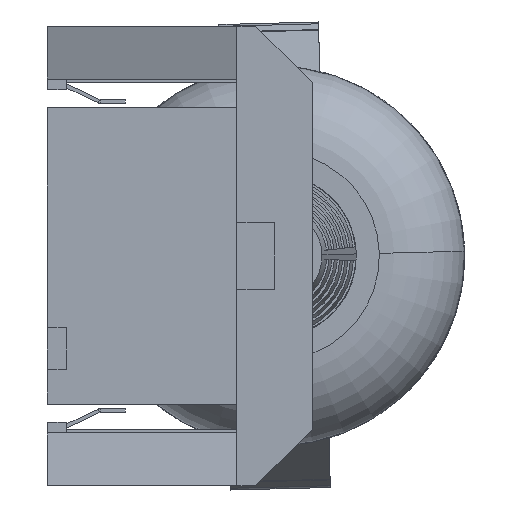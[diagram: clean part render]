
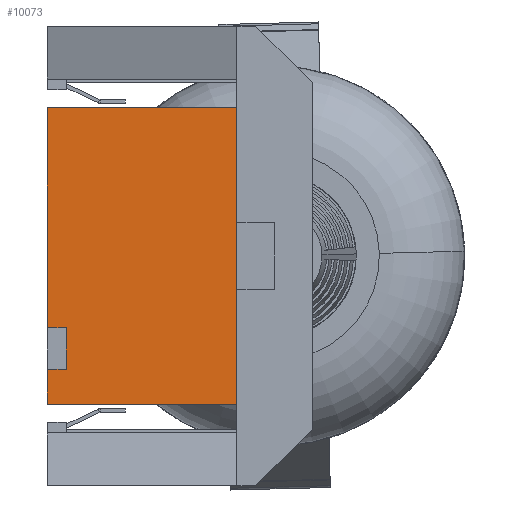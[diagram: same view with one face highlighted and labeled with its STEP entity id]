
A CAD part, left-side view. The second image highlights one B-rep face of the part: STEP entity #10073.
In plain terms, the highlighted planar face has unit normal (-1, 0, 0).
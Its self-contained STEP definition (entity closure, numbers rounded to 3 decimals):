
#250 = DIRECTION ( 'NONE',  ( 0., 0., 1. ) ) ;
#268 = ORIENTED_EDGE ( 'NONE', *, *, #3912, .F. ) ;
#292 = AXIS2_PLACEMENT_3D ( 'NONE', #13656, #5033, #8651 ) ;
#567 = CARTESIAN_POINT ( 'NONE',  ( 8.89, 12., -7.835 ) ) ;
#625 = CARTESIAN_POINT ( 'NONE',  ( 8.89, 12., 7.835 ) ) ;
#656 = VECTOR ( 'NONE', #935, 1000. ) ;
#807 = EDGE_CURVE ( 'NONE', #15214, #9592, #12940, .T. ) ;
#899 = EDGE_CURVE ( 'NONE', #1662, #2499, #2551, .T. ) ;
#911 = ORIENTED_EDGE ( 'NONE', *, *, #13042, .F. ) ;
#935 = DIRECTION ( 'NONE',  ( 0., 0., 1. ) ) ;
#950 = VERTEX_POINT ( 'NONE', #15078 ) ;
#1015 = DIRECTION ( 'NONE',  ( 0., 1., 0. ) ) ;
#1115 = LINE ( 'NONE', #567, #5900 ) ;
#1189 = CARTESIAN_POINT ( 'NONE',  ( 8.89, 12., -7.835 ) ) ;
#1662 = VERTEX_POINT ( 'NONE', #7576 ) ;
#1685 = EDGE_CURVE ( 'NONE', #8667, #6559, #2169, .T. ) ;
#1807 = VERTEX_POINT ( 'NONE', #14212 ) ;
#1869 = EDGE_CURVE ( 'NONE', #12902, #2499, #15272, .T. ) ;
#1930 = CARTESIAN_POINT ( 'NONE',  ( 8.89, 0., -5.993 ) ) ;
#2013 = CARTESIAN_POINT ( 'NONE',  ( 8.89, 2., -7.835 ) ) ;
#2169 = LINE ( 'NONE', #13861, #14884 ) ;
#2353 = DIRECTION ( 'NONE',  ( 0., 1., 0. ) ) ;
#2499 = VERTEX_POINT ( 'NONE', #13594 ) ;
#2551 = LINE ( 'NONE', #2013, #656 ) ;
#2729 = CARTESIAN_POINT ( 'NONE',  ( 8.89, 0., 5.993 ) ) ;
#2853 = EDGE_CURVE ( 'NONE', #3318, #8072, #14825, .T. ) ;
#2928 = EDGE_CURVE ( 'NONE', #8062, #5062, #3434, .T. ) ;
#3201 = EDGE_CURVE ( 'NONE', #11103, #1662, #1115, .T. ) ;
#3246 = CARTESIAN_POINT ( 'NONE',  ( 8.89, 12., -7.835 ) ) ;
#3318 = VERTEX_POINT ( 'NONE', #8228 ) ;
#3346 = CARTESIAN_POINT ( 'NONE',  ( 8.89, 2., -3.78 ) ) ;
#3347 = LINE ( 'NONE', #6430, #6444 ) ;
#3409 = VECTOR ( 'NONE', #9268, 1000. ) ;
#3434 = LINE ( 'NONE', #1189, #11682 ) ;
#3498 = LINE ( 'NONE', #7368, #7944 ) ;
#3689 = DIRECTION ( 'NONE',  ( 0., 0., -1. ) ) ;
#3777 = ORIENTED_EDGE ( 'NONE', *, *, #1869, .F. ) ;
#3895 = ORIENTED_EDGE ( 'NONE', *, *, #807, .T. ) ;
#3912 = EDGE_CURVE ( 'NONE', #8072, #9832, #10049, .T. ) ;
#3926 = CARTESIAN_POINT ( 'NONE',  ( 8.89, 2., 7.835 ) ) ;
#3957 = DIRECTION ( 'NONE',  ( 0., -1., 0. ) ) ;
#4316 = CARTESIAN_POINT ( 'NONE',  ( 8.89, 11., -3.78 ) ) ;
#4357 = LINE ( 'NONE', #4316, #3409 ) ;
#5019 = CARTESIAN_POINT ( 'NONE',  ( 8.89, 12., 7.835 ) ) ;
#5033 = DIRECTION ( 'NONE',  ( 1., 0., 0. ) ) ;
#5062 = VERTEX_POINT ( 'NONE', #625 ) ;
#5086 = CARTESIAN_POINT ( 'NONE',  ( 8.89, 0., 3.78 ) ) ;
#5161 = DIRECTION ( 'NONE',  ( 0., 1., 0. ) ) ;
#5215 = VECTOR ( 'NONE', #1015, 1000. ) ;
#5900 = VECTOR ( 'NONE', #15358, 1000. ) ;
#6006 = LINE ( 'NONE', #2729, #11555 ) ;
#6098 = VERTEX_POINT ( 'NONE', #9112 ) ;
#6237 = ORIENTED_EDGE ( 'NONE', *, *, #7112, .F. ) ;
#6430 = CARTESIAN_POINT ( 'NONE',  ( 8.89, 2., -7.835 ) ) ;
#6444 = VECTOR ( 'NONE', #250, 1000. ) ;
#6559 = VERTEX_POINT ( 'NONE', #3926 ) ;
#7090 = ORIENTED_EDGE ( 'NONE', *, *, #2853, .F. ) ;
#7112 = EDGE_CURVE ( 'NONE', #5062, #6559, #13738, .T. ) ;
#7368 = CARTESIAN_POINT ( 'NONE',  ( 8.89, 11., -5.993 ) ) ;
#7408 = ORIENTED_EDGE ( 'NONE', *, *, #899, .T. ) ;
#7568 = VECTOR ( 'NONE', #14030, 1000. ) ;
#7576 = CARTESIAN_POINT ( 'NONE',  ( 8.89, 2., -7.835 ) ) ;
#7730 = EDGE_CURVE ( 'NONE', #11103, #950, #8916, .T. ) ;
#7773 = CARTESIAN_POINT ( 'NONE',  ( 8.89, 0., -3.78 ) ) ;
#7944 = VECTOR ( 'NONE', #3689, 1000. ) ;
#8062 = VERTEX_POINT ( 'NONE', #11146 ) ;
#8072 = VERTEX_POINT ( 'NONE', #5086 ) ;
#8228 = CARTESIAN_POINT ( 'NONE',  ( 8.89, 0., 5.993 ) ) ;
#8651 = DIRECTION ( 'NONE',  ( 0., 0., -1. ) ) ;
#8667 = VERTEX_POINT ( 'NONE', #10114 ) ;
#8916 = LINE ( 'NONE', #3246, #12959 ) ;
#9112 = CARTESIAN_POINT ( 'NONE',  ( 8.89, 11., -3.78 ) ) ;
#9268 = DIRECTION ( 'NONE',  ( 0., 1., 0. ) ) ;
#9408 = ORIENTED_EDGE ( 'NONE', *, *, #10609, .T. ) ;
#9571 = CARTESIAN_POINT ( 'NONE',  ( 8.89, 0., 3.78 ) ) ;
#9579 = LINE ( 'NONE', #10148, #15022 ) ;
#9592 = VERTEX_POINT ( 'NONE', #3346 ) ;
#9832 = VERTEX_POINT ( 'NONE', #11880 ) ;
#9845 = DIRECTION ( 'NONE',  ( 0., 0., -1. ) ) ;
#10049 = LINE ( 'NONE', #9571, #14914 ) ;
#10073 = ADVANCED_FACE ( 'NONE', ( #14167 ), #13494, .F. ) ;
#10114 = CARTESIAN_POINT ( 'NONE',  ( 8.89, 2., 5.993 ) ) ;
#10148 = CARTESIAN_POINT ( 'NONE',  ( 8.89, 11., -5.993 ) ) ;
#10609 = EDGE_CURVE ( 'NONE', #6098, #1807, #3498, .T. ) ;
#10644 = EDGE_CURVE ( 'NONE', #3318, #8667, #6006, .T. ) ;
#10737 = CARTESIAN_POINT ( 'NONE',  ( 8.89, 0., 5.993 ) ) ;
#11070 = ORIENTED_EDGE ( 'NONE', *, *, #11099, .T. ) ;
#11099 = EDGE_CURVE ( 'NONE', #1807, #950, #9579, .T. ) ;
#11103 = VERTEX_POINT ( 'NONE', #11268 ) ;
#11146 = CARTESIAN_POINT ( 'NONE',  ( 8.89, 12., -3.78 ) ) ;
#11268 = CARTESIAN_POINT ( 'NONE',  ( 8.89, 12., -7.835 ) ) ;
#11276 = DIRECTION ( 'NONE',  ( 0., 1., 0. ) ) ;
#11555 = VECTOR ( 'NONE', #11276, 1000. ) ;
#11560 = ORIENTED_EDGE ( 'NONE', *, *, #10644, .T. ) ;
#11682 = VECTOR ( 'NONE', #15872, 1000. ) ;
#11803 = EDGE_LOOP ( 'NONE', ( #12849, #911, #9408, #11070, #13286, #14284, #7408, #3777, #13822, #3895, #15036, #268, #7090, #11560, #11851, #6237 ) ) ;
#11851 = ORIENTED_EDGE ( 'NONE', *, *, #1685, .T. ) ;
#11880 = CARTESIAN_POINT ( 'NONE',  ( 8.89, 2., 3.78 ) ) ;
#12441 = DIRECTION ( 'NONE',  ( 0., 0., 1. ) ) ;
#12849 = ORIENTED_EDGE ( 'NONE', *, *, #2928, .F. ) ;
#12902 = VERTEX_POINT ( 'NONE', #14847 ) ;
#12940 = LINE ( 'NONE', #7773, #7568 ) ;
#12959 = VECTOR ( 'NONE', #15430, 1000. ) ;
#13042 = EDGE_CURVE ( 'NONE', #6098, #8062, #4357, .T. ) ;
#13088 = EDGE_CURVE ( 'NONE', #15214, #12902, #15739, .T. ) ;
#13286 = ORIENTED_EDGE ( 'NONE', *, *, #7730, .F. ) ;
#13494 = PLANE ( 'NONE',  #292 ) ;
#13594 = CARTESIAN_POINT ( 'NONE',  ( 8.89, 2., -5.993 ) ) ;
#13656 = CARTESIAN_POINT ( 'NONE',  ( 8.89, 12., -7.835 ) ) ;
#13738 = LINE ( 'NONE', #5019, #14359 ) ;
#13791 = VECTOR ( 'NONE', #15498, 1000. ) ;
#13822 = ORIENTED_EDGE ( 'NONE', *, *, #13088, .F. ) ;
#13861 = CARTESIAN_POINT ( 'NONE',  ( 8.89, 2., -7.835 ) ) ;
#14030 = DIRECTION ( 'NONE',  ( 0., 1., 0. ) ) ;
#14167 = FACE_OUTER_BOUND ( 'NONE', #11803, .T. ) ;
#14212 = CARTESIAN_POINT ( 'NONE',  ( 8.89, 11., -5.993 ) ) ;
#14284 = ORIENTED_EDGE ( 'NONE', *, *, #3201, .T. ) ;
#14359 = VECTOR ( 'NONE', #3957, 1000. ) ;
#14825 = LINE ( 'NONE', #10737, #15601 ) ;
#14847 = CARTESIAN_POINT ( 'NONE',  ( 8.89, 0., -5.993 ) ) ;
#14884 = VECTOR ( 'NONE', #12441, 1000. ) ;
#14914 = VECTOR ( 'NONE', #2353, 1000. ) ;
#15022 = VECTOR ( 'NONE', #5161, 1000. ) ;
#15036 = ORIENTED_EDGE ( 'NONE', *, *, #15079, .T. ) ;
#15078 = CARTESIAN_POINT ( 'NONE',  ( 8.89, 12., -5.993 ) ) ;
#15079 = EDGE_CURVE ( 'NONE', #9592, #9832, #3347, .T. ) ;
#15214 = VERTEX_POINT ( 'NONE', #15275 ) ;
#15272 = LINE ( 'NONE', #1930, #5215 ) ;
#15275 = CARTESIAN_POINT ( 'NONE',  ( 8.89, 0., -3.78 ) ) ;
#15358 = DIRECTION ( 'NONE',  ( 0., -1., 0. ) ) ;
#15380 = CARTESIAN_POINT ( 'NONE',  ( 8.89, 0., -5.993 ) ) ;
#15430 = DIRECTION ( 'NONE',  ( 0., 0., 1. ) ) ;
#15498 = DIRECTION ( 'NONE',  ( 0., 0., -1. ) ) ;
#15601 = VECTOR ( 'NONE', #9845, 1000. ) ;
#15739 = LINE ( 'NONE', #15380, #13791 ) ;
#15872 = DIRECTION ( 'NONE',  ( 0., 0., 1. ) ) ;
